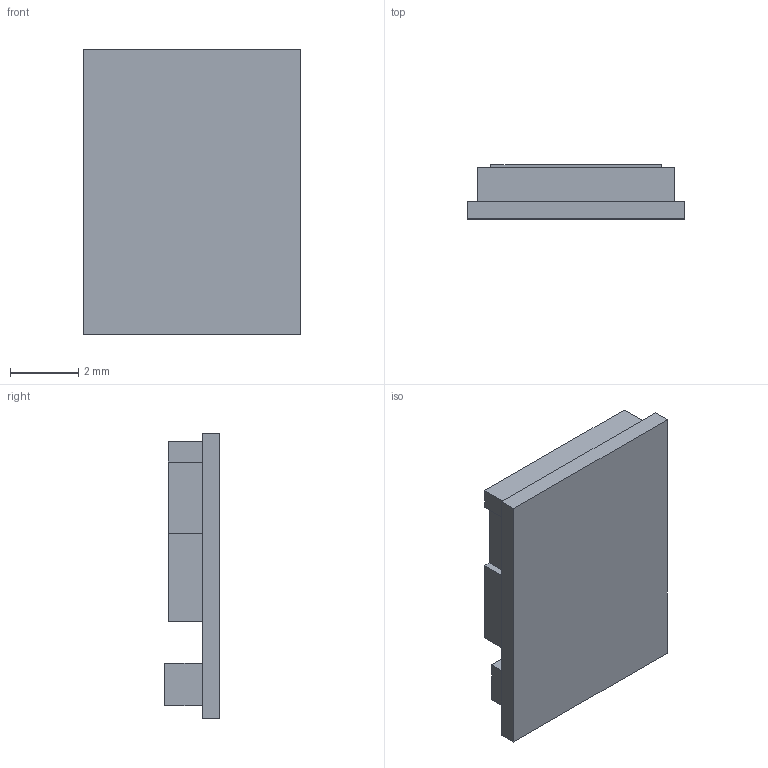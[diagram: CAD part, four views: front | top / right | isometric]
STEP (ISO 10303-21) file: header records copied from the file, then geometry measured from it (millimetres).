
FILE_DESCRIPTION((''),'2;1');
FILE_NAME('MDBT42V2','2017-01-04T',('cotron'),(''),'PRO/ENGINEER BY PARAMETRIC TECHNOLOGY CORPORATION, 2008170','PRO/ENGINEER BY PARAMETRIC TECHNOLOGY CORPORATION, 2008170','');
FILE_SCHEMA(('CONFIG_CONTROL_DESIGN'));
Length unit declared in the file: millimetre
Products named in the file (1): MDBT42V2
Bounding box: 6.4 x 1.6 x 8.4 mm (x, y, z)
Volume: 63.5 mm3; surface area: 160.4 mm2
Topology: 1 solids, 1 shells, 30 faces, 78 edges, 52 vertices
Faces by surface type: plane 30
Entity records: 940 total; most frequent: CARTESIAN_POINT 160, ORIENTED_EDGE 156, DIRECTION 138, VECTOR 78, LINE 78, EDGE_CURVE 78, VERTEX_POINT 52, EDGE_LOOP 32
